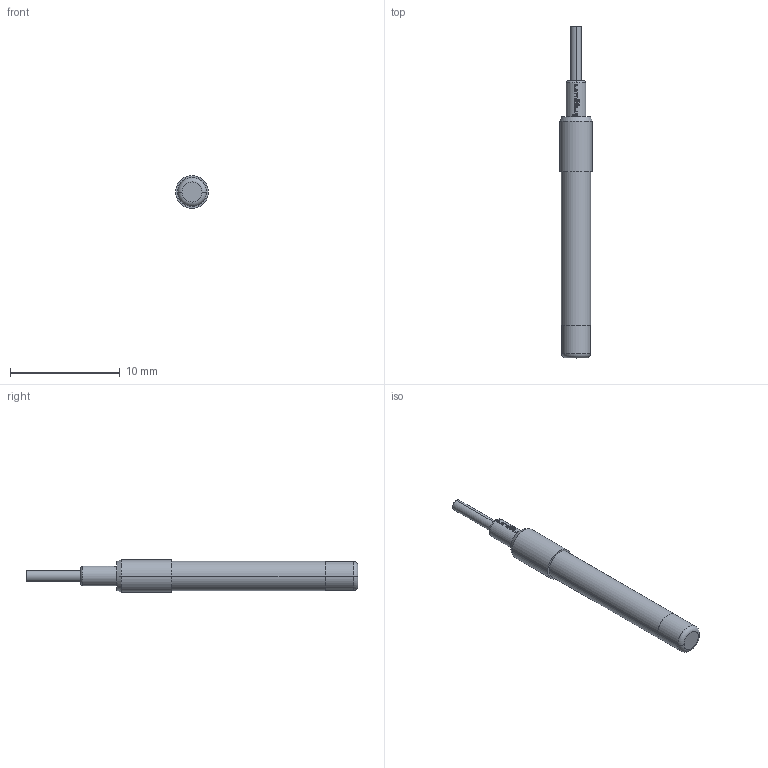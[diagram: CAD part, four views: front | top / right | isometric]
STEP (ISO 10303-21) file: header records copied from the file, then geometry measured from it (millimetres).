
FILE_DESCRIPTION (( 'STEP AP203' ), '1' );
FILE_NAME ('INGUN_GKS-113_302_100_A_xx05.STEP', '2022-01-19T12:12:17', ( 'ochi' ), ( '' ), 'SwSTEP 2.0', 'SolidWorks 2018', '' );
FILE_SCHEMA (( 'CONFIG_CONTROL_DESIGN' ));
Length unit declared in the file: millimetre
Products named in the file (1): INGUN_GKS-113_302_100_A_xx05
Bounding box: 3 x 30.3 x 3 mm (x, y, z)
Volume: 140.5 mm3; surface area: 233.6 mm2
Topology: 1 solids, 1 shells, 103 faces, 282 edges, 186 vertices
Faces by surface type: bspline 38, plane 30, cylinder 29, torus 4, cone 2
Entity records: 4375 total; most frequent: CARTESIAN_POINT 2210, ORIENTED_EDGE 564, EDGE_CURVE 282, DIRECTION 222, B_SPLINE_CURVE_WITH_KNOTS 222, VERTEX_POINT 186, EDGE_LOOP 108, FACE_OUTER_BOUND 103
